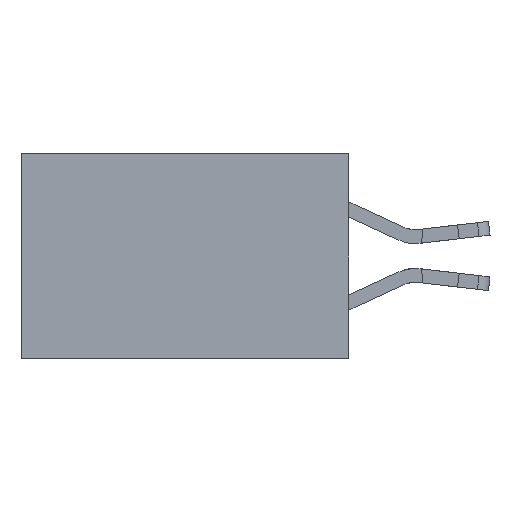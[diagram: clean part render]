
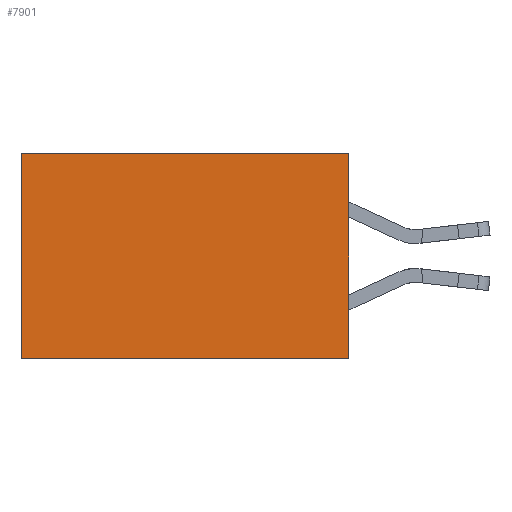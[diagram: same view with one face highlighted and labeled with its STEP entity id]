
A CAD part, left-side view. The second image highlights one B-rep face of the part: STEP entity #7901.
In plain terms, the highlighted planar face has unit normal (-1, 0, 0).
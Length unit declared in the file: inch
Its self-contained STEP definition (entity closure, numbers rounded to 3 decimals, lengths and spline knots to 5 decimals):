
#253 = ORIENTED_EDGE ( 'NONE', *, *, #16436, .T. ) ;
#2748 = VERTEX_POINT ( 'NONE', #13958 ) ;
#3255 = CARTESIAN_POINT ( 'NONE',  ( 0.277, 0.59, -0.37 ) ) ;
#4456 = LINE ( 'NONE', #21127, #21105 ) ;
#4613 = LINE ( 'NONE', #18614, #15750 ) ;
#4754 = EDGE_CURVE ( 'NONE', #24653, #26572, #4456, .T. ) ;
#5301 = VECTOR ( 'NONE', #25682, 39.37008 ) ;
#5932 = LINE ( 'NONE', #23621, #5301 ) ;
#7612 = CARTESIAN_POINT ( 'NONE',  ( 0.277, 0., -0.37 ) ) ;
#7901 = ADVANCED_FACE ( 'NONE', ( #13292 ), #23307, .F. ) ;
#9174 = VERTEX_POINT ( 'NONE', #3255 ) ;
#9312 = ORIENTED_EDGE ( 'NONE', *, *, #25641, .F. ) ;
#11235 = ORIENTED_EDGE ( 'NONE', *, *, #4754, .F. ) ;
#13292 = FACE_OUTER_BOUND ( 'NONE', #25783, .T. ) ;
#13958 = CARTESIAN_POINT ( 'NONE',  ( 0.277, 0.59, 0. ) ) ;
#15750 = VECTOR ( 'NONE', #20713, 39.37008 ) ;
#16057 = EDGE_CURVE ( 'NONE', #24653, #2748, #25509, .T. ) ;
#16436 = EDGE_CURVE ( 'NONE', #2748, #9174, #4613, .T. ) ;
#18614 = CARTESIAN_POINT ( 'NONE',  ( 0.277, 0.59, -0.37 ) ) ;
#19012 = ORIENTED_EDGE ( 'NONE', *, *, #16057, .T. ) ;
#19332 = VECTOR ( 'NONE', #25889, 39.37008 ) ;
#20713 = DIRECTION ( 'NONE',  ( 0., 0., -1. ) ) ;
#21105 = VECTOR ( 'NONE', #21661, 39.37008 ) ;
#21127 = CARTESIAN_POINT ( 'NONE',  ( 0.277, 0., -0.37 ) ) ;
#21661 = DIRECTION ( 'NONE',  ( 0., 0., -1. ) ) ;
#23307 = PLANE ( 'NONE',  #26469 ) ;
#23621 = CARTESIAN_POINT ( 'NONE',  ( 0.277, 0., -0.37 ) ) ;
#23840 = CARTESIAN_POINT ( 'NONE',  ( 0.277, 0., 0. ) ) ;
#24653 = VERTEX_POINT ( 'NONE', #24820 ) ;
#24680 = DIRECTION ( 'NONE',  ( 1., 0., 0. ) ) ;
#24820 = CARTESIAN_POINT ( 'NONE',  ( 0.277, 0., 0. ) ) ;
#24919 = DIRECTION ( 'NONE',  ( 0., 0., -1. ) ) ;
#25276 = CARTESIAN_POINT ( 'NONE',  ( 0.277, 0., -0.37 ) ) ;
#25509 = LINE ( 'NONE', #23840, #19332 ) ;
#25641 = EDGE_CURVE ( 'NONE', #26572, #9174, #5932, .T. ) ;
#25682 = DIRECTION ( 'NONE',  ( 0., 1., 0. ) ) ;
#25783 = EDGE_LOOP ( 'NONE', ( #253, #9312, #11235, #19012 ) ) ;
#25889 = DIRECTION ( 'NONE',  ( 0., 1., 0. ) ) ;
#26469 = AXIS2_PLACEMENT_3D ( 'NONE', #25276, #24680, #24919 ) ;
#26572 = VERTEX_POINT ( 'NONE', #7612 ) ;
